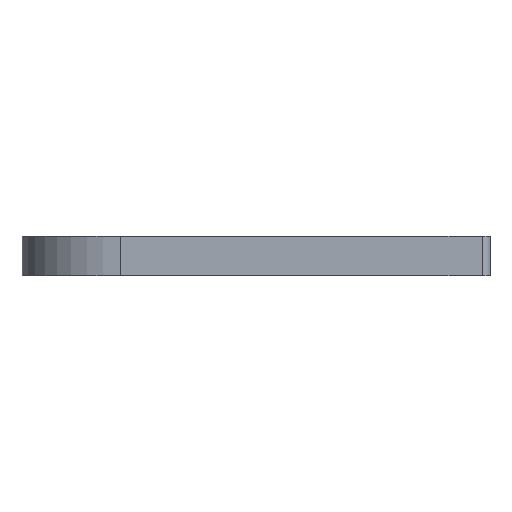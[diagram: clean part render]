
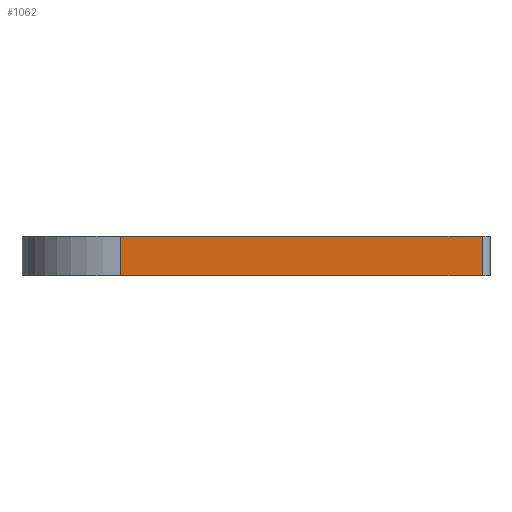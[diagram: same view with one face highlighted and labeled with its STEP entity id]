
A CAD part, left-side view. The second image highlights one B-rep face of the part: STEP entity #1062.
In plain terms, the highlighted planar face has unit normal (-1, 0, 0).
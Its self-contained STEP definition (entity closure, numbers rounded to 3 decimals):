
#4 = AXIS2_PLACEMENT_3D ( 'NONE', #1439, #563, #929 ) ;
#109 = ORIENTED_EDGE ( 'NONE', *, *, #749, .F. ) ;
#131 = EDGE_CURVE ( 'NONE', #610, #1318, #1867, .T. ) ;
#132 = DIRECTION ( 'NONE',  ( 0., -1., 0. ) ) ;
#251 = CARTESIAN_POINT ( 'NONE',  ( 24.1, -2.875, 0. ) ) ;
#329 = CARTESIAN_POINT ( 'NONE',  ( 24.1, -25.696, -2.5 ) ) ;
#462 = VERTEX_POINT ( 'NONE', #251 ) ;
#488 = CARTESIAN_POINT ( 'NONE',  ( 24.1, -2.875, -2.5 ) ) ;
#513 = LINE ( 'NONE', #1385, #1891 ) ;
#561 = ORIENTED_EDGE ( 'NONE', *, *, #570, .T. ) ;
#563 = DIRECTION ( 'NONE',  ( -1., 0., 0. ) ) ;
#570 = EDGE_CURVE ( 'NONE', #2035, #610, #1930, .T. ) ;
#610 = VERTEX_POINT ( 'NONE', #329 ) ;
#715 = CARTESIAN_POINT ( 'NONE',  ( 24.1, -2.875, -2.5 ) ) ;
#749 = EDGE_CURVE ( 'NONE', #2035, #462, #921, .T. ) ;
#830 = VECTOR ( 'NONE', #132, 1000. ) ;
#860 = VECTOR ( 'NONE', #1551, 1000. ) ;
#894 = CARTESIAN_POINT ( 'NONE',  ( 24.1, -25.696, 0. ) ) ;
#921 = LINE ( 'NONE', #715, #2020 ) ;
#929 = DIRECTION ( 'NONE',  ( 0., -1., 0. ) ) ;
#945 = ORIENTED_EDGE ( 'NONE', *, *, #1309, .F. ) ;
#982 = EDGE_LOOP ( 'NONE', ( #561, #2094, #945, #109 ) ) ;
#1016 = CARTESIAN_POINT ( 'NONE',  ( 24.1, -25.696, 0. ) ) ;
#1062 = ADVANCED_FACE ( 'NONE', ( #1269 ), #1815, .T. ) ;
#1100 = DIRECTION ( 'NONE',  ( 0., 0., 1. ) ) ;
#1219 = DIRECTION ( 'NONE',  ( 0., -1., 0. ) ) ;
#1269 = FACE_OUTER_BOUND ( 'NONE', #982, .T. ) ;
#1309 = EDGE_CURVE ( 'NONE', #462, #1318, #513, .T. ) ;
#1318 = VERTEX_POINT ( 'NONE', #894 ) ;
#1353 = CARTESIAN_POINT ( 'NONE',  ( 24.1, -2.875, -2.5 ) ) ;
#1385 = CARTESIAN_POINT ( 'NONE',  ( 24.1, -2.875, 0. ) ) ;
#1439 = CARTESIAN_POINT ( 'NONE',  ( 24.1, -2.875, -2.5 ) ) ;
#1551 = DIRECTION ( 'NONE',  ( 0., 0., 1. ) ) ;
#1815 = PLANE ( 'NONE',  #4 ) ;
#1867 = LINE ( 'NONE', #1016, #860 ) ;
#1891 = VECTOR ( 'NONE', #1219, 1000. ) ;
#1930 = LINE ( 'NONE', #488, #830 ) ;
#2020 = VECTOR ( 'NONE', #1100, 1000. ) ;
#2035 = VERTEX_POINT ( 'NONE', #1353 ) ;
#2094 = ORIENTED_EDGE ( 'NONE', *, *, #131, .T. ) ;
